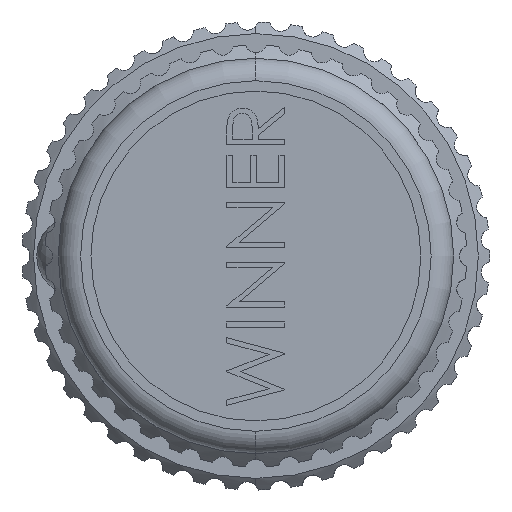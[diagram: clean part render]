
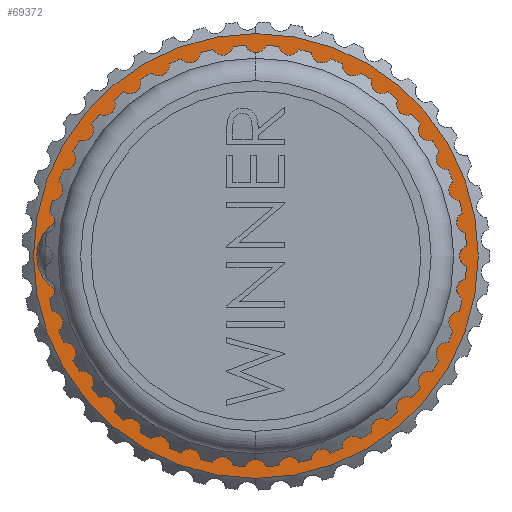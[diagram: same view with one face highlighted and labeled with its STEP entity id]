
A CAD part, left-side view. The second image highlights one B-rep face of the part: STEP entity #69372.
In plain terms, the highlighted planar face has unit normal (-1, 0, 0).
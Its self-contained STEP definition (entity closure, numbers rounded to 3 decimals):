
#1238 = CARTESIAN_POINT ( 'NONE',  ( -7.32, 0., 0. ) ) ;
#1977 = AXIS2_PLACEMENT_3D ( 'NONE', #39468, #7501, #28414 ) ;
#2443 = VERTEX_POINT ( 'NONE', #32498 ) ;
#4146 = ORIENTED_EDGE ( 'NONE', *, *, #24493, .T. ) ;
#4890 = CIRCLE ( 'NONE', #8375, 8.56 ) ;
#6454 = CARTESIAN_POINT ( 'NONE',  ( -7.32, 0., -15.3 ) ) ;
#6885 = DIRECTION ( 'NONE',  ( -1., 0., 0. ) ) ;
#7089 = DIRECTION ( 'NONE',  ( 0., 0., 1. ) ) ;
#7501 = DIRECTION ( 'NONE',  ( -1., 0., 0. ) ) ;
#8041 = DIRECTION ( 'NONE',  ( 0., 0., 1. ) ) ;
#8375 = AXIS2_PLACEMENT_3D ( 'NONE', #1238, #39282, #7089 ) ;
#12307 = EDGE_CURVE ( 'NONE', #19609, #29838, #68360, .T. ) ;
#13240 = FACE_OUTER_BOUND ( 'NONE', #32265, .T. ) ;
#13554 = DIRECTION ( 'NONE',  ( 0., 0., 1. ) ) ;
#17111 = DIRECTION ( 'NONE',  ( -1., 0., 0. ) ) ;
#18413 = EDGE_CURVE ( 'NONE', #27395, #2443, #63967, .T. ) ;
#19609 = VERTEX_POINT ( 'NONE', #35307 ) ;
#21506 = AXIS2_PLACEMENT_3D ( 'NONE', #32690, #17111, #65460 ) ;
#23330 = PLANE ( 'NONE',  #56998 ) ;
#24493 = EDGE_CURVE ( 'NONE', #2443, #27395, #29197, .T. ) ;
#25063 = FACE_BOUND ( 'NONE', #37504, .T. ) ;
#27395 = VERTEX_POINT ( 'NONE', #6454 ) ;
#28414 = DIRECTION ( 'NONE',  ( 0., 0., 1. ) ) ;
#29197 = CIRCLE ( 'NONE', #49031, 15.3 ) ;
#29303 = DIRECTION ( 'NONE',  ( -1., 0., 0. ) ) ;
#29838 = VERTEX_POINT ( 'NONE', #42541 ) ;
#32265 = EDGE_LOOP ( 'NONE', ( #48617, #4146 ) ) ;
#32498 = CARTESIAN_POINT ( 'NONE',  ( -7.32, 0., 15.3 ) ) ;
#32690 = CARTESIAN_POINT ( 'NONE',  ( -7.32, 0., 0. ) ) ;
#33439 = ORIENTED_EDGE ( 'NONE', *, *, #50008, .F. ) ;
#33612 = ORIENTED_EDGE ( 'NONE', *, *, #12307, .F. ) ;
#35307 = CARTESIAN_POINT ( 'NONE',  ( -7.32, 0., -8.56 ) ) ;
#37504 = EDGE_LOOP ( 'NONE', ( #33439, #33612 ) ) ;
#39282 = DIRECTION ( 'NONE',  ( -1., 0., 0. ) ) ;
#39468 = CARTESIAN_POINT ( 'NONE',  ( -7.32, 0., 0. ) ) ;
#42541 = CARTESIAN_POINT ( 'NONE',  ( -7.32, 0., 8.56 ) ) ;
#45945 = CARTESIAN_POINT ( 'NONE',  ( -7.32, 0., 0. ) ) ;
#48617 = ORIENTED_EDGE ( 'NONE', *, *, #18413, .T. ) ;
#49031 = AXIS2_PLACEMENT_3D ( 'NONE', #45945, #29303, #13554 ) ;
#50008 = EDGE_CURVE ( 'NONE', #29838, #19609, #4890, .T. ) ;
#56998 = AXIS2_PLACEMENT_3D ( 'NONE', #65101, #6885, #8041 ) ;
#63967 = CIRCLE ( 'NONE', #21506, 15.3 ) ;
#65101 = CARTESIAN_POINT ( 'NONE',  ( -7.32, 0., 0. ) ) ;
#65460 = DIRECTION ( 'NONE',  ( 0., 0., 1. ) ) ;
#68360 = CIRCLE ( 'NONE', #1977, 8.56 ) ;
#69372 = ADVANCED_FACE ( 'NONE', ( #25063, #13240 ), #23330, .T. ) ;
